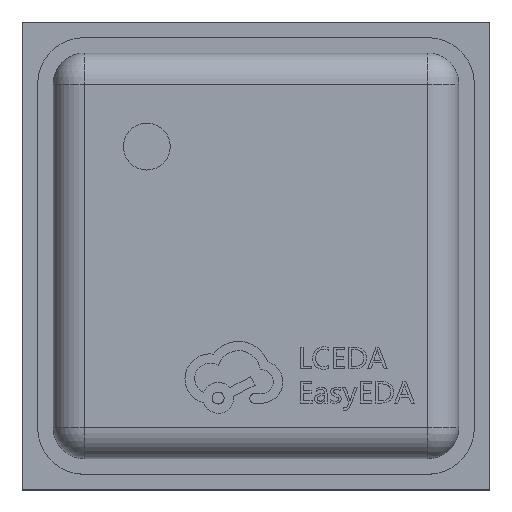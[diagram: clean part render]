
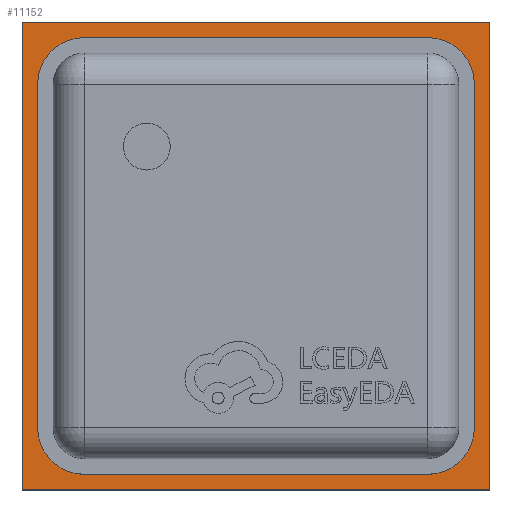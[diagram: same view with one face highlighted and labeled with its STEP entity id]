
A CAD part, top view. The second image highlights one B-rep face of the part: STEP entity #11152.
In plain terms, the highlighted planar face has unit normal (0, 0, 1).
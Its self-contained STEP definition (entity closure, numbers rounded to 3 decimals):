
#104 = CIRCLE ( 'NONE', #8694, 0.3 ) ;
#224 = DIRECTION ( 'NONE',  ( 1., 0., 0. ) ) ;
#274 = CARTESIAN_POINT ( 'NONE',  ( -1.5, -1.5, 0.15 ) ) ;
#711 = AXIS2_PLACEMENT_3D ( 'NONE', #2348, #7947, #11333 ) ;
#858 = EDGE_CURVE ( 'NONE', #7586, #7070, #11145, .T. ) ;
#1168 = AXIS2_PLACEMENT_3D ( 'NONE', #2966, #5237, #6207 ) ;
#1291 = DIRECTION ( 'NONE',  ( 0., 1., 0. ) ) ;
#1418 = EDGE_CURVE ( 'NONE', #5837, #7058, #3808, .T. ) ;
#1511 = ORIENTED_EDGE ( 'NONE', *, *, #12545, .T. ) ;
#1717 = VERTEX_POINT ( 'NONE', #4821 ) ;
#1848 = DIRECTION ( 'NONE',  ( -1., 0., 0. ) ) ;
#1890 = DIRECTION ( 'NONE',  ( 0., 0., -1. ) ) ;
#1922 = CARTESIAN_POINT ( 'NONE',  ( 1.5, -1.5, 0.15 ) ) ;
#2050 = LINE ( 'NONE', #5678, #9521 ) ;
#2162 = EDGE_CURVE ( 'NONE', #4023, #3383, #5046, .T. ) ;
#2328 = CARTESIAN_POINT ( 'NONE',  ( 0., 0., 0.15 ) ) ;
#2348 = CARTESIAN_POINT ( 'NONE',  ( 1.1, -1.1, 0.15 ) ) ;
#2468 = CARTESIAN_POINT ( 'NONE',  ( 1.4, 1.1, 0.15 ) ) ;
#2966 = CARTESIAN_POINT ( 'NONE',  ( -1.1, -1.1, 0.15 ) ) ;
#3250 = FACE_OUTER_BOUND ( 'NONE', #6342, .T. ) ;
#3383 = VERTEX_POINT ( 'NONE', #4754 ) ;
#3808 = LINE ( 'NONE', #1922, #11096 ) ;
#4023 = VERTEX_POINT ( 'NONE', #10648 ) ;
#4041 = CARTESIAN_POINT ( 'NONE',  ( -1.1, 1.1, 0.15 ) ) ;
#4192 = CARTESIAN_POINT ( 'NONE',  ( 1.4, -1.1, 0.15 ) ) ;
#4307 = VECTOR ( 'NONE', #10240, 1000. ) ;
#4318 = ORIENTED_EDGE ( 'NONE', *, *, #1418, .T. ) ;
#4534 = ORIENTED_EDGE ( 'NONE', *, *, #7867, .T. ) ;
#4554 = DIRECTION ( 'NONE',  ( 0., 0., -1. ) ) ;
#4754 = CARTESIAN_POINT ( 'NONE',  ( -1.1, 1.4, 0.15 ) ) ;
#4821 = CARTESIAN_POINT ( 'NONE',  ( -1.5, 1.5, 0.15 ) ) ;
#4977 = CARTESIAN_POINT ( 'NONE',  ( 1.1, 1.4, 0.15 ) ) ;
#5046 = CIRCLE ( 'NONE', #8808, 0.3 ) ;
#5220 = VECTOR ( 'NONE', #12226, 1000. ) ;
#5237 = DIRECTION ( 'NONE',  ( 0., 0., -1. ) ) ;
#5263 = DIRECTION ( 'NONE',  ( 0., 1., 0. ) ) ;
#5288 = VERTEX_POINT ( 'NONE', #6200 ) ;
#5394 = VERTEX_POINT ( 'NONE', #4192 ) ;
#5508 = ORIENTED_EDGE ( 'NONE', *, *, #8964, .T. ) ;
#5559 = VECTOR ( 'NONE', #1291, 1000. ) ;
#5584 = ORIENTED_EDGE ( 'NONE', *, *, #12539, .T. ) ;
#5678 = CARTESIAN_POINT ( 'NONE',  ( -1.5, 1.5, 0.15 ) ) ;
#5723 = CARTESIAN_POINT ( 'NONE',  ( -1.1, -1.4, 0.15 ) ) ;
#5837 = VERTEX_POINT ( 'NONE', #11911 ) ;
#5855 = CARTESIAN_POINT ( 'NONE',  ( 1.1, -1.4, 0.15 ) ) ;
#6163 = EDGE_CURVE ( 'NONE', #7586, #13393, #13142, .T. ) ;
#6200 = CARTESIAN_POINT ( 'NONE',  ( -1.5, -1.5, 0.15 ) ) ;
#6207 = DIRECTION ( 'NONE',  ( -1., 0., 0. ) ) ;
#6342 = EDGE_LOOP ( 'NONE', ( #4318, #5584, #11676, #5508 ) ) ;
#6405 = ORIENTED_EDGE ( 'NONE', *, *, #9605, .F. ) ;
#7058 = VERTEX_POINT ( 'NONE', #11985 ) ;
#7070 = VERTEX_POINT ( 'NONE', #7606 ) ;
#7580 = EDGE_CURVE ( 'NONE', #4023, #7070, #7803, .T. ) ;
#7586 = VERTEX_POINT ( 'NONE', #5723 ) ;
#7606 = CARTESIAN_POINT ( 'NONE',  ( -1.4, -1.1, 0.15 ) ) ;
#7784 = ORIENTED_EDGE ( 'NONE', *, *, #7580, .F. ) ;
#7803 = LINE ( 'NONE', #10161, #5220 ) ;
#7867 = EDGE_CURVE ( 'NONE', #9607, #14285, #104, .T. ) ;
#7900 = DIRECTION ( 'NONE',  ( -1., 0., 0. ) ) ;
#7947 = DIRECTION ( 'NONE',  ( 0., 0., -1. ) ) ;
#8068 = ORIENTED_EDGE ( 'NONE', *, *, #858, .T. ) ;
#8258 = ORIENTED_EDGE ( 'NONE', *, *, #2162, .T. ) ;
#8694 = AXIS2_PLACEMENT_3D ( 'NONE', #9768, #1890, #1848 ) ;
#8808 = AXIS2_PLACEMENT_3D ( 'NONE', #4041, #10631, #12792 ) ;
#8895 = DIRECTION ( 'NONE',  ( -1., 0., 0. ) ) ;
#8927 = CARTESIAN_POINT ( 'NONE',  ( -1.5, -1.5, 0.15 ) ) ;
#8964 = EDGE_CURVE ( 'NONE', #5288, #5837, #9349, .T. ) ;
#9189 = LINE ( 'NONE', #13410, #5559 ) ;
#9349 = LINE ( 'NONE', #274, #9530 ) ;
#9521 = VECTOR ( 'NONE', #7900, 1000. ) ;
#9530 = VECTOR ( 'NONE', #224, 1000. ) ;
#9605 = EDGE_CURVE ( 'NONE', #9607, #3383, #12661, .T. ) ;
#9607 = VERTEX_POINT ( 'NONE', #4977 ) ;
#9768 = CARTESIAN_POINT ( 'NONE',  ( 1.1, 1.1, 0.15 ) ) ;
#10161 = CARTESIAN_POINT ( 'NONE',  ( -1.4, -1.4, 0.15 ) ) ;
#10179 = AXIS2_PLACEMENT_3D ( 'NONE', #2328, #4554, #8895 ) ;
#10240 = DIRECTION ( 'NONE',  ( 0., -1., 0. ) ) ;
#10298 = EDGE_LOOP ( 'NONE', ( #12218, #1511, #13715, #8068, #7784, #8258, #6405, #4534 ) ) ;
#10631 = DIRECTION ( 'NONE',  ( 0., 0., -1. ) ) ;
#10648 = CARTESIAN_POINT ( 'NONE',  ( -1.4, 1.1, 0.15 ) ) ;
#11096 = VECTOR ( 'NONE', #5263, 1000. ) ;
#11145 = CIRCLE ( 'NONE', #1168, 0.3 ) ;
#11152 = ADVANCED_FACE ( 'NONE', ( #3250, #12947 ), #13218, .F. ) ;
#11264 = VECTOR ( 'NONE', #13577, 1000. ) ;
#11333 = DIRECTION ( 'NONE',  ( -1., 0., 0. ) ) ;
#11587 = DIRECTION ( 'NONE',  ( -1., 0., 0. ) ) ;
#11676 = ORIENTED_EDGE ( 'NONE', *, *, #12893, .T. ) ;
#11771 = CIRCLE ( 'NONE', #711, 0.3 ) ;
#11911 = CARTESIAN_POINT ( 'NONE',  ( 1.5, -1.5, 0.15 ) ) ;
#11985 = CARTESIAN_POINT ( 'NONE',  ( 1.5, 1.5, 0.15 ) ) ;
#12081 = EDGE_CURVE ( 'NONE', #5394, #14285, #9189, .T. ) ;
#12218 = ORIENTED_EDGE ( 'NONE', *, *, #12081, .F. ) ;
#12226 = DIRECTION ( 'NONE',  ( 0., -1., 0. ) ) ;
#12539 = EDGE_CURVE ( 'NONE', #7058, #1717, #2050, .T. ) ;
#12545 = EDGE_CURVE ( 'NONE', #5394, #13393, #11771, .T. ) ;
#12661 = LINE ( 'NONE', #13779, #14219 ) ;
#12792 = DIRECTION ( 'NONE',  ( -1., 0., 0. ) ) ;
#12893 = EDGE_CURVE ( 'NONE', #1717, #5288, #13114, .T. ) ;
#12947 = FACE_BOUND ( 'NONE', #10298, .T. ) ;
#13114 = LINE ( 'NONE', #8927, #4307 ) ;
#13142 = LINE ( 'NONE', #13387, #11264 ) ;
#13218 = PLANE ( 'NONE',  #10179 ) ;
#13387 = CARTESIAN_POINT ( 'NONE',  ( -1.4, -1.4, 0.15 ) ) ;
#13393 = VERTEX_POINT ( 'NONE', #5855 ) ;
#13410 = CARTESIAN_POINT ( 'NONE',  ( 1.4, -1.4, 0.15 ) ) ;
#13577 = DIRECTION ( 'NONE',  ( 1., 0., 0. ) ) ;
#13715 = ORIENTED_EDGE ( 'NONE', *, *, #6163, .F. ) ;
#13779 = CARTESIAN_POINT ( 'NONE',  ( -1.4, 1.4, 0.15 ) ) ;
#14219 = VECTOR ( 'NONE', #11587, 1000. ) ;
#14285 = VERTEX_POINT ( 'NONE', #2468 ) ;
